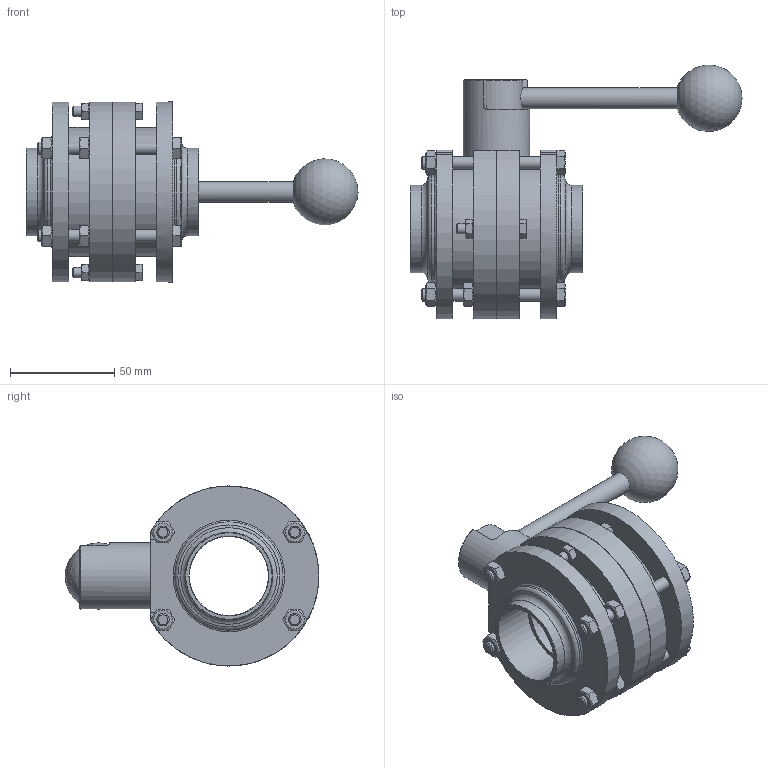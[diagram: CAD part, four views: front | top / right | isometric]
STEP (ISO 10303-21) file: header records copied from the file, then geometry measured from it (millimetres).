
FILE_DESCRIPTION( ( 'STEP AP203' ), ' ' );
FILE_NAME( '9612628241.stp', '2017-01-13T10:48:13', ( '' ), ( '' ), ' ', 'PARTsolutions', ' ' );
FILE_SCHEMA( ( 'CONFIG_CONTROL_DESIGN' ) );
Length unit declared in the file: millimetre
Products named in the file (6): 9612628241; _LKB-F Butterfly D40; _LKB-F Flange (D400020); _LKB-F Flange D40 2; _9611411380 Handle cap 2 pos D40; _9612045001 Indication handle D40
Assembly tree (5 placements, depth 2):
  9612628241
    _LKB-F Butterfly D40
    _LKB-F Flange (D400020)
    _LKB-F Flange D40 2
    _9611411380 Handle cap 2 pos D40
    _9612045001 Indication handle D40
Bounding box: 159.5 x 121.94 x 86.5 mm (x, y, z)
Volume: 275306.6 mm3; surface area: 83062.6 mm2
Topology: 5 solids, 7 shells, 312 faces, 730 edges, 458 vertices
Faces by surface type: plane 166, cone 75, cylinder 60, torus 10, sphere 1
Full cylindrical faces by diameter (mm): 4.917 x4, 5 x4, 5.5 x2, 6 x6, 6.5 x8, 10 x1, 25.4 x1, 25.5 x1, 32 x1, 38 x4, 41.6 x2, 42 x2, 49 x2, 52 x2, 62 x2
Entity records: 9250 total; most frequent: CARTESIAN_POINT 2575, DIRECTION 1281, ORIENTED_EDGE 1232, EDGE_CURVE 616, AXIS2_PLACEMENT_3D 524, EDGE_LOOP 457, VERTEX_POINT 434, FACE_OUTER_BOUND 364
